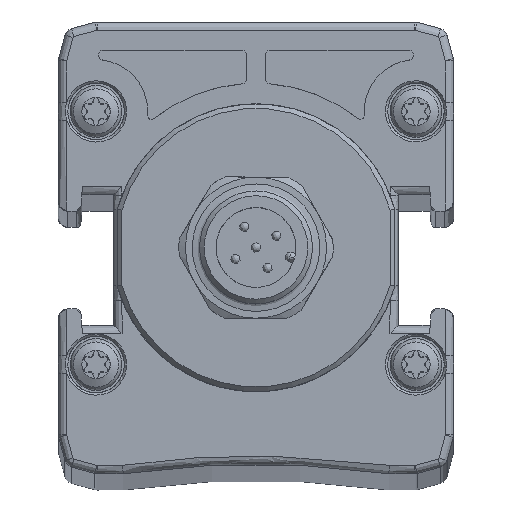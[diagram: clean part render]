
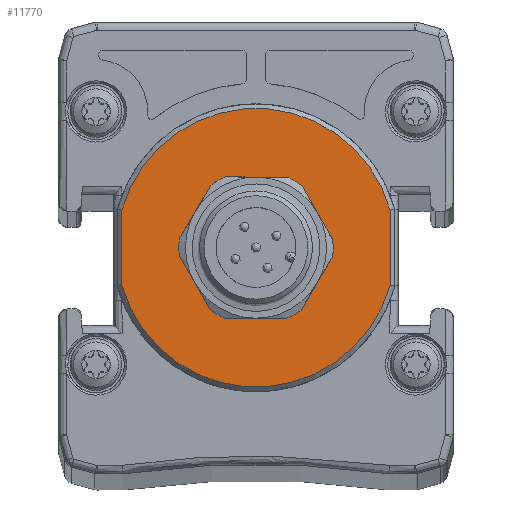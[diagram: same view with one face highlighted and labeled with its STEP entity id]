
A CAD part, top view. The second image highlights one B-rep face of the part: STEP entity #11770.
In plain terms, the highlighted planar face has unit normal (0, 0, 1).
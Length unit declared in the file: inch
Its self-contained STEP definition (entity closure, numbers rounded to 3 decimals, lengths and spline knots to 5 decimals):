
#166 = LINE ( 'NONE', #8520, #16069 ) ;
#190 = EDGE_CURVE ( 'NONE', #15113, #29559, #27153, .T. ) ;
#287 = EDGE_CURVE ( 'NONE', #1661, #11059, #16326, .T. ) ;
#517 = CARTESIAN_POINT ( 'NONE',  ( 0., 0., 39.13431 ) ) ;
#580 = CARTESIAN_POINT ( 'NONE',  ( 0., 0., 39.13431 ) ) ;
#652 = CARTESIAN_POINT ( 'NONE',  ( 0., 0., 39.13431 ) ) ;
#698 = CIRCLE ( 'NONE', #7952, 0.32283 ) ;
#820 = VERTEX_POINT ( 'NONE', #30899 ) ;
#1266 = LINE ( 'NONE', #23215, #12179 ) ;
#1377 = AXIS2_PLACEMENT_3D ( 'NONE', #9619, #29611, #17366 ) ;
#1418 = DIRECTION ( 'NONE',  ( -0.493, 0.87, 0. ) ) ;
#1523 = CARTESIAN_POINT ( 'NONE',  ( -0.12825, 0.29627, 39.13431 ) ) ;
#1661 = VERTEX_POINT ( 'NONE', #10266 ) ;
#1712 = CIRCLE ( 'NONE', #12040, 0.32283 ) ;
#2048 = DIRECTION ( 'NONE',  ( 0., 0., -1. ) ) ;
#2049 = CIRCLE ( 'NONE', #30875, 0.58271 ) ;
#2152 = ORIENTED_EDGE ( 'NONE', *, *, #25055, .T. ) ;
#2288 = ORIENTED_EDGE ( 'NONE', *, *, #287, .T. ) ;
#2621 = ORIENTED_EDGE ( 'NONE', *, *, #3481, .T. ) ;
#2674 = ORIENTED_EDGE ( 'NONE', *, *, #21197, .T. ) ;
#2832 = EDGE_CURVE ( 'NONE', #26154, #17271, #25712, .T. ) ;
#3200 = CARTESIAN_POINT ( 'NONE',  ( 0.18845, -0.26212, 39.13431 ) ) ;
#3362 = LINE ( 'NONE', #15897, #16285 ) ;
#3481 = EDGE_CURVE ( 'NONE', #22750, #23399, #11733, .T. ) ;
#3494 = AXIS2_PLACEMENT_3D ( 'NONE', #8604, #8914, #23580 ) ;
#3886 = DIRECTION ( 'NONE',  ( 0., 0., -1. ) ) ;
#3974 = CARTESIAN_POINT ( 'NONE',  ( -0.3207, 0.03707, 39.13431 ) ) ;
#4087 = EDGE_CURVE ( 'NONE', #22667, #22750, #1712, .T. ) ;
#4124 = VERTEX_POINT ( 'NONE', #16256 ) ;
#4367 = CARTESIAN_POINT ( 'NONE',  ( -0.19245, -0.2592, 39.13431 ) ) ;
#4633 = ORIENTED_EDGE ( 'NONE', *, *, #24995, .F. ) ;
#5083 = DIRECTION ( 'NONE',  ( 0.493, -0.87, 0. ) ) ;
#5385 = EDGE_CURVE ( 'NONE', #820, #15113, #3362, .T. ) ;
#5613 = EDGE_CURVE ( 'NONE', #4124, #29338, #1266, .T. ) ;
#6679 = EDGE_CURVE ( 'NONE', #17106, #18938, #25111, .T. ) ;
#6696 = CARTESIAN_POINT ( 'NONE',  ( -0.32123, -0.03214, 39.13431 ) ) ;
#7104 = EDGE_CURVE ( 'NONE', #29559, #22667, #26270, .T. ) ;
#7952 = AXIS2_PLACEMENT_3D ( 'NONE', #652, #18212, #25816 ) ;
#8280 = CIRCLE ( 'NONE', #22148, 0.32283 ) ;
#8520 = CARTESIAN_POINT ( 'NONE',  ( 0.19245, 0.2592, 39.13431 ) ) ;
#8604 = CARTESIAN_POINT ( 'NONE',  ( 0., 0., 39.13431 ) ) ;
#8817 = ORIENTED_EDGE ( 'NONE', *, *, #190, .T. ) ;
#8914 = DIRECTION ( 'NONE',  ( 0., 0., -1. ) ) ;
#8919 = ORIENTED_EDGE ( 'NONE', *, *, #4087, .T. ) ;
#9151 = CARTESIAN_POINT ( 'NONE',  ( 0.56106, 0.15737, 39.13431 ) ) ;
#9154 = VERTEX_POINT ( 'NONE', #21561 ) ;
#9554 = CARTESIAN_POINT ( 'NONE',  ( 0.56106, -0.15737, 39.13431 ) ) ;
#9619 = CARTESIAN_POINT ( 'NONE',  ( 0., 0., 39.13431 ) ) ;
#10266 = CARTESIAN_POINT ( 'NONE',  ( -0.18845, 0.26212, 39.13431 ) ) ;
#10314 = CARTESIAN_POINT ( 'NONE',  ( -0.12825, 0.29627, 39.13431 ) ) ;
#10956 = LINE ( 'NONE', #18916, #14771 ) ;
#11059 = VERTEX_POINT ( 'NONE', #1523 ) ;
#11733 = LINE ( 'NONE', #4367, #18549 ) ;
#11770 = ADVANCED_FACE ( 'NONE', ( #31384, #31223 ), #11887, .T. ) ;
#11811 = CARTESIAN_POINT ( 'NONE',  ( 0.19245, 0.2592, 39.13431 ) ) ;
#11887 = PLANE ( 'NONE',  #19417 ) ;
#12040 = AXIS2_PLACEMENT_3D ( 'NONE', #23674, #3886, #1418 ) ;
#12179 = VECTOR ( 'NONE', #25332, 39.37008 ) ;
#12209 = DIRECTION ( 'NONE',  ( -1., 0., 0. ) ) ;
#12239 = CARTESIAN_POINT ( 'NONE',  ( 0.12825, -0.29627, 39.13431 ) ) ;
#12772 = DIRECTION ( 'NONE',  ( 0., 0., -1. ) ) ;
#12850 = CARTESIAN_POINT ( 'NONE',  ( 0.56106, 0., 39.13431 ) ) ;
#12960 = ORIENTED_EDGE ( 'NONE', *, *, #6679, .F. ) ;
#13611 = VECTOR ( 'NONE', #19130, 39.37008 ) ;
#14041 = CARTESIAN_POINT ( 'NONE',  ( 0.12825, -0.29627, 39.13431 ) ) ;
#14326 = ORIENTED_EDGE ( 'NONE', *, *, #31692, .T. ) ;
#14689 = ORIENTED_EDGE ( 'NONE', *, *, #30112, .T. ) ;
#14771 = VECTOR ( 'NONE', #23060, 39.37008 ) ;
#15069 = DIRECTION ( 'NONE',  ( 0., 0., -1. ) ) ;
#15113 = VERTEX_POINT ( 'NONE', #3200 ) ;
#15569 = EDGE_CURVE ( 'NONE', #17271, #9154, #166, .T. ) ;
#15696 = VECTOR ( 'NONE', #29282, 39.37008 ) ;
#15897 = CARTESIAN_POINT ( 'NONE',  ( 0.3207, -0.03707, 39.13431 ) ) ;
#16069 = VECTOR ( 'NONE', #5083, 39.37008 ) ;
#16147 = ORIENTED_EDGE ( 'NONE', *, *, #5385, .T. ) ;
#16249 = ORIENTED_EDGE ( 'NONE', *, *, #7104, .T. ) ;
#16256 = CARTESIAN_POINT ( 'NONE',  ( -0.56106, -0.15737, 39.13431 ) ) ;
#16285 = VECTOR ( 'NONE', #27536, 39.37008 ) ;
#16326 = CIRCLE ( 'NONE', #1377, 0.32283 ) ;
#17040 = DIRECTION ( 'NONE',  ( -1., 0., 0. ) ) ;
#17106 = VERTEX_POINT ( 'NONE', #9151 ) ;
#17179 = DIRECTION ( 'NONE',  ( -0.493, 0.87, 0. ) ) ;
#17271 = VERTEX_POINT ( 'NONE', #11811 ) ;
#17278 = CARTESIAN_POINT ( 'NONE',  ( 0., 0., 39.13431 ) ) ;
#17366 = DIRECTION ( 'NONE',  ( -0.493, 0.87, 0. ) ) ;
#17370 = DIRECTION ( 'NONE',  ( 0., 0., 1. ) ) ;
#17420 = DIRECTION ( 'NONE',  ( 1., -0.008, 0. ) ) ;
#17533 = AXIS2_PLACEMENT_3D ( 'NONE', #21550, #2048, #17040 ) ;
#17897 = DIRECTION ( 'NONE',  ( -0.493, 0.87, 0. ) ) ;
#18212 = DIRECTION ( 'NONE',  ( 0., 0., -1. ) ) ;
#18549 = VECTOR ( 'NONE', #17179, 39.37008 ) ;
#18878 = CARTESIAN_POINT ( 'NONE',  ( -0.56106, 0.15737, 39.13431 ) ) ;
#18916 = CARTESIAN_POINT ( 'NONE',  ( -0.3207, 0.03707, 39.13431 ) ) ;
#18938 = VERTEX_POINT ( 'NONE', #9554 ) ;
#19130 = DIRECTION ( 'NONE',  ( -1., 0.008, 0. ) ) ;
#19417 = AXIS2_PLACEMENT_3D ( 'NONE', #580, #29790, #29460 ) ;
#19650 = ORIENTED_EDGE ( 'NONE', *, *, #5613, .F. ) ;
#21197 = EDGE_CURVE ( 'NONE', #29313, #1661, #10956, .T. ) ;
#21550 = CARTESIAN_POINT ( 'NONE',  ( 0., 0., 39.13431 ) ) ;
#21561 = CARTESIAN_POINT ( 'NONE',  ( 0.32123, 0.03214, 39.13431 ) ) ;
#22148 = AXIS2_PLACEMENT_3D ( 'NONE', #17278, #12772, #17897 ) ;
#22475 = EDGE_LOOP ( 'NONE', ( #2674, #2288, #27726, #26838, #29267, #14326, #16147, #8817, #16249, #8919, #2621, #14689 ) ) ;
#22650 = CARTESIAN_POINT ( 'NONE',  ( 0.13278, 0.29427, 39.13431 ) ) ;
#22667 = VERTEX_POINT ( 'NONE', #29453 ) ;
#22750 = VERTEX_POINT ( 'NONE', #24948 ) ;
#22946 = AXIS2_PLACEMENT_3D ( 'NONE', #517, #15069, #27484 ) ;
#23060 = DIRECTION ( 'NONE',  ( 0.507, 0.862, 0. ) ) ;
#23215 = CARTESIAN_POINT ( 'NONE',  ( -0.56106, 0., 39.13431 ) ) ;
#23399 = VERTEX_POINT ( 'NONE', #6696 ) ;
#23580 = DIRECTION ( 'NONE',  ( -0.493, 0.87, 0. ) ) ;
#23674 = CARTESIAN_POINT ( 'NONE',  ( 0., 0., 39.13431 ) ) ;
#24615 = CARTESIAN_POINT ( 'NONE',  ( 0., 0., 39.13431 ) ) ;
#24948 = CARTESIAN_POINT ( 'NONE',  ( -0.19245, -0.2592, 39.13431 ) ) ;
#24995 = EDGE_CURVE ( 'NONE', #29338, #17106, #30390, .T. ) ;
#25055 = EDGE_CURVE ( 'NONE', #4124, #18938, #2049, .T. ) ;
#25111 = LINE ( 'NONE', #12850, #15696 ) ;
#25332 = DIRECTION ( 'NONE',  ( 0., 1., 0. ) ) ;
#25712 = CIRCLE ( 'NONE', #22946, 0.32283 ) ;
#25816 = DIRECTION ( 'NONE',  ( -0.493, 0.87, 0. ) ) ;
#26154 = VERTEX_POINT ( 'NONE', #22650 ) ;
#26270 = LINE ( 'NONE', #12239, #13611 ) ;
#26838 = ORIENTED_EDGE ( 'NONE', *, *, #2832, .T. ) ;
#27153 = CIRCLE ( 'NONE', #3494, 0.32283 ) ;
#27161 = EDGE_LOOP ( 'NONE', ( #4633, #19650, #2152, #12960 ) ) ;
#27288 = EDGE_CURVE ( 'NONE', #11059, #26154, #27599, .T. ) ;
#27484 = DIRECTION ( 'NONE',  ( -0.493, 0.87, 0. ) ) ;
#27536 = DIRECTION ( 'NONE',  ( -0.507, -0.862, 0. ) ) ;
#27599 = LINE ( 'NONE', #10314, #31844 ) ;
#27726 = ORIENTED_EDGE ( 'NONE', *, *, #27288, .T. ) ;
#29267 = ORIENTED_EDGE ( 'NONE', *, *, #15569, .T. ) ;
#29282 = DIRECTION ( 'NONE',  ( 0., -1., 0. ) ) ;
#29313 = VERTEX_POINT ( 'NONE', #3974 ) ;
#29338 = VERTEX_POINT ( 'NONE', #18878 ) ;
#29453 = CARTESIAN_POINT ( 'NONE',  ( -0.13278, -0.29427, 39.13431 ) ) ;
#29460 = DIRECTION ( 'NONE',  ( 1., 0., 0. ) ) ;
#29559 = VERTEX_POINT ( 'NONE', #14041 ) ;
#29611 = DIRECTION ( 'NONE',  ( 0., 0., -1. ) ) ;
#29790 = DIRECTION ( 'NONE',  ( 0., 0., 1. ) ) ;
#30112 = EDGE_CURVE ( 'NONE', #23399, #29313, #8280, .T. ) ;
#30390 = CIRCLE ( 'NONE', #17533, 0.58271 ) ;
#30875 = AXIS2_PLACEMENT_3D ( 'NONE', #24615, #17370, #12209 ) ;
#30899 = CARTESIAN_POINT ( 'NONE',  ( 0.3207, -0.03707, 39.13431 ) ) ;
#31223 = FACE_BOUND ( 'NONE', #22475, .T. ) ;
#31384 = FACE_OUTER_BOUND ( 'NONE', #27161, .T. ) ;
#31692 = EDGE_CURVE ( 'NONE', #9154, #820, #698, .T. ) ;
#31844 = VECTOR ( 'NONE', #17420, 39.37008 ) ;
